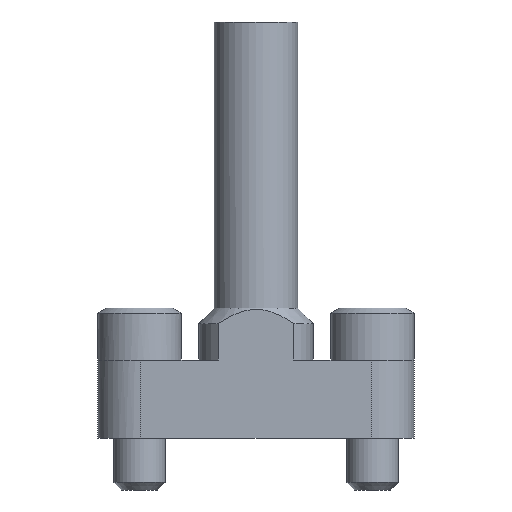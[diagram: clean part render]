
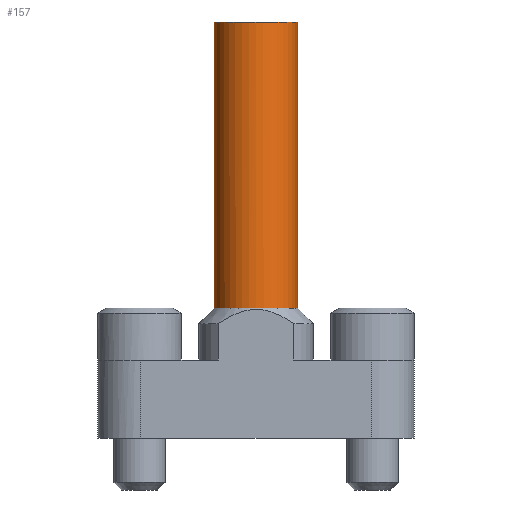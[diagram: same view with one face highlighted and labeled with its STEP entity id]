
A CAD part, front view. The second image highlights one B-rep face of the part: STEP entity #157.
In plain terms, the highlighted cylindrical face has radius 8 mm (diameter 16 mm), a full revolution.
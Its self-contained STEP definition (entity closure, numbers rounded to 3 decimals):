
#157=ADVANCED_FACE('240[2]',(#363,#364),#365,.T.);
#189=EDGE_CURVE('240[2]',#407,#407,#408,.T.);
#208=EDGE_CURVE('240[2]',#433,#433,#434,.T.);
#363=FACE_BOUND('',#643,.T.);
#364=FACE_BOUND('',#644,.T.);
#365=CYLINDRICAL_SURFACE('',#645,8.);
#407=VERTEX_POINT('',#701);
#408=CIRCLE('',#702,8.);
#433=VERTEX_POINT('',#738);
#434=CIRCLE('',#739,8.);
#643=EDGE_LOOP('',(#931));
#644=EDGE_LOOP('',(#932));
#645=AXIS2_PLACEMENT_3D('',#933,#934,#935);
#701=CARTESIAN_POINT('',(8.,0.,80.0));
#702=AXIS2_PLACEMENT_3D('',#979,#980,#981);
#738=CARTESIAN_POINT('',(8.,0.,25.0));
#739=AXIS2_PLACEMENT_3D('',#1008,#1009,#1010);
#931=ORIENTED_EDGE('',*,*,#208,.F.);
#932=ORIENTED_EDGE('',*,*,#189,.T.);
#933=CARTESIAN_POINT('',(0.0,0.0,52.5));
#934=DIRECTION('',(-0.0,0.0,-1.0));
#935=DIRECTION('',(-1.0,0.0,0.0));
#979=CARTESIAN_POINT('',(0.0,0.0,80.0));
#980=DIRECTION('',(0.0,0.0,-1.0));
#981=DIRECTION('',(-1.0,0.0,0.0));
#1008=CARTESIAN_POINT('',(0.0,0.0,25.0));
#1009=DIRECTION('',(0.0,0.0,-1.0));
#1010=DIRECTION('',(-1.0,0.0,0.0));
